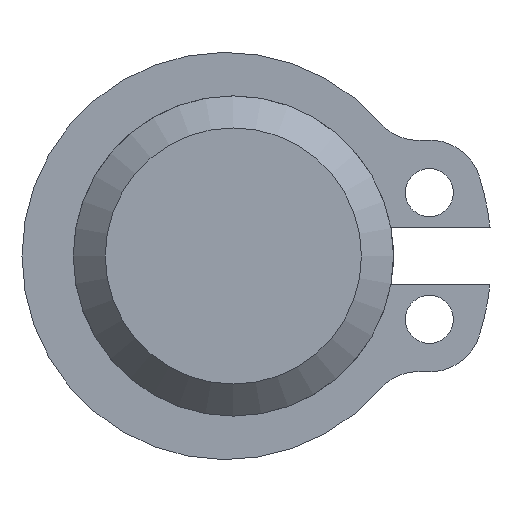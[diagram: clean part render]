
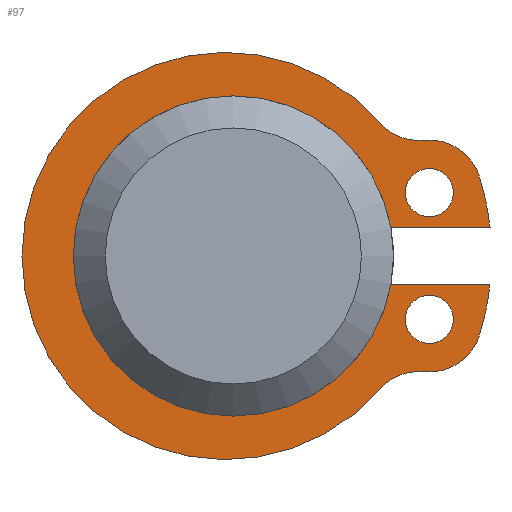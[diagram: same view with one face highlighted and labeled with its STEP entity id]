
A CAD part, left-side view. The second image highlights one B-rep face of the part: STEP entity #97.
In plain terms, the highlighted planar face has unit normal (-1, 0, 0).
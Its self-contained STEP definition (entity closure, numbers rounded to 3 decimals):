
#97 = ADVANCED_FACE( '', ( #215, #216, #217 ), #218, .F. );
#215 = FACE_BOUND( '', #356, .T. );
#216 = FACE_OUTER_BOUND( '', #357, .T. );
#217 = FACE_BOUND( '', #358, .T. );
#218 = PLANE( '', #359 );
#356 = EDGE_LOOP( '', ( #572 ) );
#357 = EDGE_LOOP( '', ( #573, #574, #575, #576, #577, #578, #579, #580, #581, #582 ) );
#358 = EDGE_LOOP( '', ( #583 ) );
#359 = AXIS2_PLACEMENT_3D( '', #584, #585, #586 );
#572 = ORIENTED_EDGE( '', *, *, #767, .T. );
#573 = ORIENTED_EDGE( '', *, *, #840, .F. );
#574 = ORIENTED_EDGE( '', *, *, #831, .T. );
#575 = ORIENTED_EDGE( '', *, *, #841, .F. );
#576 = ORIENTED_EDGE( '', *, *, #842, .F. );
#577 = ORIENTED_EDGE( '', *, *, #826, .F. );
#578 = ORIENTED_EDGE( '', *, *, #769, .T. );
#579 = ORIENTED_EDGE( '', *, *, #816, .F. );
#580 = ORIENTED_EDGE( '', *, *, #837, .T. );
#581 = ORIENTED_EDGE( '', *, *, #843, .F. );
#582 = ORIENTED_EDGE( '', *, *, #844, .F. );
#583 = ORIENTED_EDGE( '', *, *, #845, .T. );
#584 = CARTESIAN_POINT( '', ( -15.6, -5.801, -5.249 ) );
#585 = DIRECTION( '', ( 1., 0., 0. ) );
#586 = DIRECTION( '', ( 0., 0., -1. ) );
#767 = EDGE_CURVE( '', #895, #895, #896, .T. );
#769 = EDGE_CURVE( '', #898, #899, #900, .T. );
#816 = EDGE_CURVE( '', #982, #899, #983, .T. );
#826 = EDGE_CURVE( '', #898, #996, #997, .T. );
#831 = EDGE_CURVE( '', #1003, #1004, #1005, .T. );
#837 = EDGE_CURVE( '', #982, #1012, #1013, .T. );
#840 = EDGE_CURVE( '', #1003, #1016, #1017, .T. );
#841 = EDGE_CURVE( '', #1018, #1004, #1019, .T. );
#842 = EDGE_CURVE( '', #996, #1018, #1020, .T. );
#843 = EDGE_CURVE( '', #1021, #1012, #1022, .T. );
#844 = EDGE_CURVE( '', #1016, #1021, #1023, .T. );
#845 = EDGE_CURVE( '', #1024, #1024, #1025, .T. );
#895 = VERTEX_POINT( '', #1082 );
#896 = CIRCLE( '', #1083, 0.75 );
#898 = VERTEX_POINT( '', #1085 );
#899 = VERTEX_POINT( '', #1086 );
#900 = CIRCLE( '', #1087, 1.643 );
#982 = VERTEX_POINT( '', #1188 );
#983 = CIRCLE( '', #1189, 6.36 );
#996 = VERTEX_POINT( '', #1203 );
#997 = CIRCLE( '', #1204, 1.643 );
#1003 = VERTEX_POINT( '', #1211 );
#1004 = VERTEX_POINT( '', #1212 );
#1005 = CIRCLE( '', #1213, 5. );
#1012 = VERTEX_POINT( '', #1221 );
#1013 = CIRCLE( '', #1222, 1.643 );
#1016 = VERTEX_POINT( '', #1226 );
#1017 = LINE( '', #1227, #1228 );
#1018 = VERTEX_POINT( '', #1229 );
#1019 = LINE( '', #1230, #1231 );
#1020 = CIRCLE( '', #1232, 8.304 );
#1021 = VERTEX_POINT( '', #1233 );
#1022 = CIRCLE( '', #1234, 1.643 );
#1023 = CIRCLE( '', #1235, 8.304 );
#1024 = VERTEX_POINT( '', #1236 );
#1025 = CIRCLE( '', #1237, 0.75 );
#1082 = CARTESIAN_POINT( '', ( -15.6, -6.12, -2.729 ) );
#1083 = AXIS2_PLACEMENT_3D( '', #1305, #1306, #1307 );
#1085 = CARTESIAN_POINT( '', ( -15.6, -5.96, 3.614 ) );
#1086 = CARTESIAN_POINT( '', ( -15.6, -4.561, 4.172 ) );
#1087 = AXIS2_PLACEMENT_3D( '', #1308, #1309, #1310 );
#1188 = CARTESIAN_POINT( '', ( -15.6, -4.561, -4.172 ) );
#1189 = AXIS2_PLACEMENT_3D( '', #1387, #1388, #1389 );
#1203 = CARTESIAN_POINT( '', ( -15.6, -7.689, 2.467 ) );
#1204 = AXIS2_PLACEMENT_3D( '', #1406, #1407, #1408 );
#1211 = CARTESIAN_POINT( '', ( -15.6, -4.918, -0.9 ) );
#1212 = CARTESIAN_POINT( '', ( -15.6, -4.918, 0.9 ) );
#1213 = AXIS2_PLACEMENT_3D( '', #1413, #1414, #1415 );
#1221 = CARTESIAN_POINT( '', ( -15.6, -5.961, -3.614 ) );
#1222 = AXIS2_PLACEMENT_3D( '', #1423, #1424, #1425 );
#1226 = CARTESIAN_POINT( '', ( -15.6, -8.015, -0.9 ) );
#1227 = CARTESIAN_POINT( '', ( -15.6, -3.897, -0.9 ) );
#1228 = VECTOR( '', #1427, 1000. );
#1229 = CARTESIAN_POINT( '', ( -15.6, -8.015, 0.9 ) );
#1230 = CARTESIAN_POINT( '', ( -15.6, -8.015, 0.9 ) );
#1231 = VECTOR( '', #1428, 1000. );
#1232 = AXIS2_PLACEMENT_3D( '', #1429, #1430, #1431 );
#1233 = CARTESIAN_POINT( '', ( -15.6, -7.689, -2.467 ) );
#1234 = AXIS2_PLACEMENT_3D( '', #1432, #1433, #1434 );
#1235 = AXIS2_PLACEMENT_3D( '', #1435, #1436, #1437 );
#1236 = CARTESIAN_POINT( '', ( -15.6, -6.12, 1.229 ) );
#1237 = AXIS2_PLACEMENT_3D( '', #1438, #1439, #1440 );
#1305 = CARTESIAN_POINT( '', ( -15.6, -6.12, -1.979 ) );
#1306 = DIRECTION( '', ( 1., 0., 0. ) );
#1307 = DIRECTION( '', ( 0., 0., -1. ) );
#1308 = CARTESIAN_POINT( '', ( -15.6, -5.801, 5.249 ) );
#1309 = DIRECTION( '', ( 1., 0., 0. ) );
#1310 = DIRECTION( '', ( 0., 0., -1. ) );
#1387 = CARTESIAN_POINT( '', ( -15.6, 0.24, 0. ) );
#1388 = DIRECTION( '', ( 1., 0., 0. ) );
#1389 = DIRECTION( '', ( 0., 0., -1. ) );
#1406 = CARTESIAN_POINT( '', ( -15.6, -6.12, 1.979 ) );
#1407 = DIRECTION( '', ( 1., 0., 0. ) );
#1408 = DIRECTION( '', ( 0., 0., -1. ) );
#1413 = CARTESIAN_POINT( '', ( -15.6, 0., 0. ) );
#1414 = DIRECTION( '', ( 1., 0., 0. ) );
#1415 = DIRECTION( '', ( 0., 0., -1. ) );
#1423 = CARTESIAN_POINT( '', ( -15.6, -5.801, -5.249 ) );
#1424 = DIRECTION( '', ( 1., 0., 0. ) );
#1425 = DIRECTION( '', ( 0., 0., -1. ) );
#1427 = DIRECTION( '', ( 0., -1., 0. ) );
#1428 = DIRECTION( '', ( 0., 1., 0. ) );
#1429 = CARTESIAN_POINT( '', ( -15.6, 0.24, 0. ) );
#1430 = DIRECTION( '', ( 1., 0., 0. ) );
#1431 = DIRECTION( '', ( 0., 0., -1. ) );
#1432 = CARTESIAN_POINT( '', ( -15.6, -6.12, -1.979 ) );
#1433 = DIRECTION( '', ( 1., 0., 0. ) );
#1434 = DIRECTION( '', ( 0., 0., -1. ) );
#1435 = CARTESIAN_POINT( '', ( -15.6, 0.24, 0. ) );
#1436 = DIRECTION( '', ( 1., 0., 0. ) );
#1437 = DIRECTION( '', ( 0., 0., -1. ) );
#1438 = CARTESIAN_POINT( '', ( -15.6, -6.12, 1.979 ) );
#1439 = DIRECTION( '', ( 1., 0., 0. ) );
#1440 = DIRECTION( '', ( 0., 0., -1. ) );
